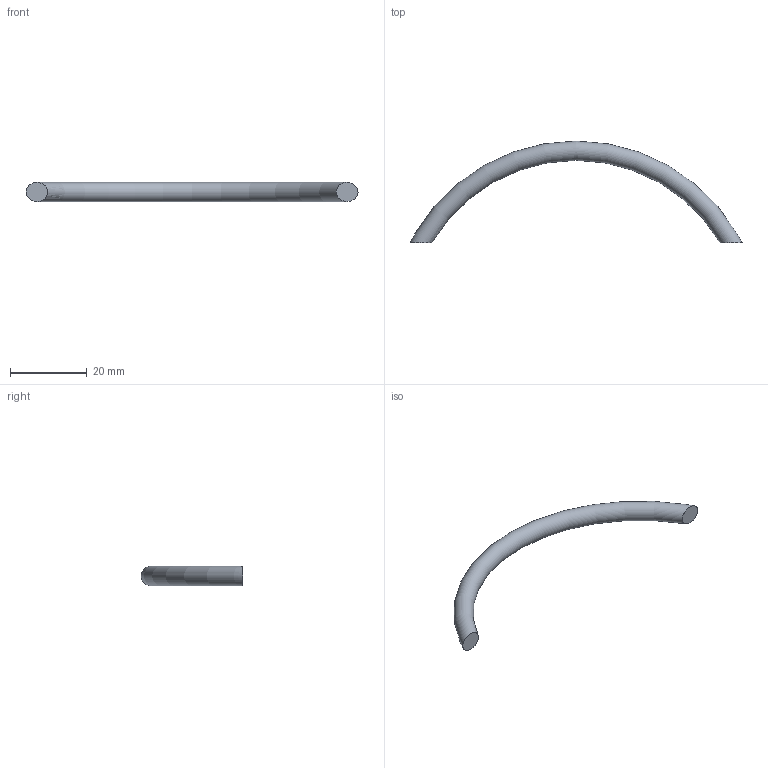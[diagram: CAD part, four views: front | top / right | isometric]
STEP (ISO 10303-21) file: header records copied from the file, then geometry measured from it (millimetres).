
FILE_DESCRIPTION(/* description */ (''),/* implementation_level */ '2;1');
FILE_NAME(/* name */ 'SCC v1.step',/* time_stamp */ '2024-07-01T14:47:40+02:00',/* author */ (''),/* organization */ (''),/* preprocessor_version */ 'ST-DEVELOPER v20',/* originating_system */ 'Autodesk Translation Framework v13.14.0.145',/* authorisation */ '');
FILE_SCHEMA (('AUTOMOTIVE_DESIGN { 1 0 10303 214 3 1 1 }'));
Length unit declared in the file: millimetre
Products named in the file (1): SCC
Bounding box: 86.45 x 26.5 x 5 mm (x, y, z)
Volume: 1936.5 mm3; surface area: 1593.9 mm2
Topology: 1 solids, 1 shells, 3 faces, 5 edges, 4 vertices
Faces by surface type: plane 2, torus 1
Entity records: 169 total; most frequent: CARTESIAN_POINT 81, ORIENTED_EDGE 10, DIRECTION 10, EDGE_CURVE 5, AXIS2_PLACEMENT_3D 5, B_SPLINE_CURVE_WITH_KNOTS 4, VERTEX_POINT 4, FACE_OUTER_BOUND 3
